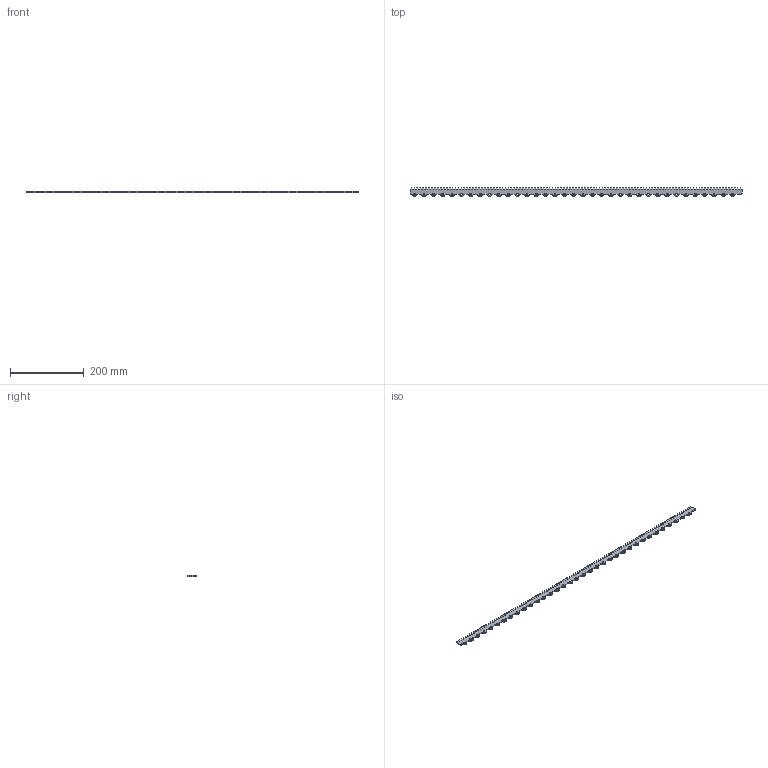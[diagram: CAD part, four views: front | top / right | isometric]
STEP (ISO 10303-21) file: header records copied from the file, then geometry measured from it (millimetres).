
FILE_DESCRIPTION (( 'STEP AP214' ), '1' );
FILE_NAME ('WCP-0543.step', '2023-12-05T20:41:18', ( '' ), ( '' ), 'SwSTEP 2.0', 'SolidWorks 2022', '' );
FILE_SCHEMA (( 'AUTOMOTIVE_DESIGN' ));
Length unit declared in the file: inch
Products named in the file (1): WCP-0543
Bounding box: 901.7 x 24.74 x 3.17 mm (x, y, z)
Volume: 50236.9 mm3; surface area: 42534.4 mm2
Topology: 1 solids, 1 shells, 896 faces, 2682 edges, 1788 vertices
Faces by surface type: plane 493, cylinder 403
Entity records: 30512 total; most frequent: CARTESIAN_POINT 5367, ORIENTED_EDGE 5364, DIRECTION 5282, EDGE_CURVE 2682, LINE 1876, VECTOR 1876, VERTEX_POINT 1788, AXIS2_PLACEMENT_3D 1703
